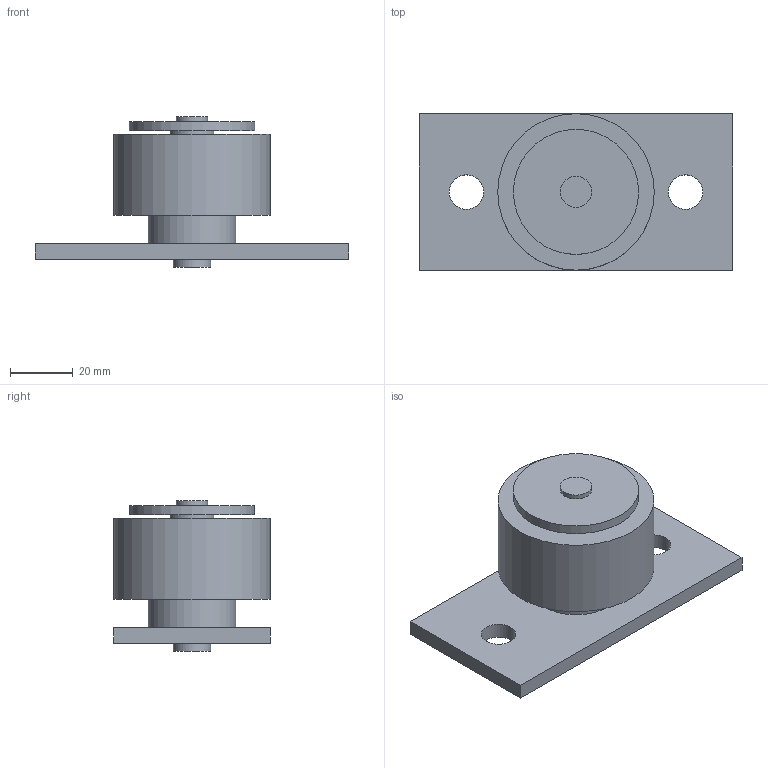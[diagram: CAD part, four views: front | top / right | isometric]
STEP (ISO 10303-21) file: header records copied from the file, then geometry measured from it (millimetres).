
FILE_DESCRIPTION((''),'2;1');
FILE_NAME('1059.stp','2007-07-10T13:33:19',('Marc'),(''),'Autodesk Inventor 2008','Autodesk Inventor 2008','');
FILE_SCHEMA(('AUTOMOTIVE_DESIGN { 1 0 10303 214 1 1 1 1 }'));
Length unit declared in the file: millimetre
Products named in the file (6): 1059; 14295; 14294; 14293; 15018; 14296
Assembly tree (5 placements, depth 2):
  1059
    14295
    14294
    14293
    15018
    14296
Bounding box: 100 x 50 x 48 mm (x, y, z)
Volume: 78717.7 mm3; surface area: 29965.2 mm2
Topology: 5 solids, 5 shells, 87 faces, 252 edges, 162 vertices
Faces by surface type: cylinder 50, plane 37
Full cylindrical faces by diameter (mm): 10 x2, 11 x2, 11.9 x1, 12 x1, 14 x2, 17.5 x1, 23.8 x1, 24.15 x1, 28 x1, 40 x1, 50 x1
Entity records: 3052 total; most frequent: DIRECTION 550, CARTESIAN_POINT 496, ORIENTED_EDGE 474, EDGE_CURVE 237, AXIS2_PLACEMENT_3D 215, VERTEX_POINT 161, VECTOR 120, LINE 120
